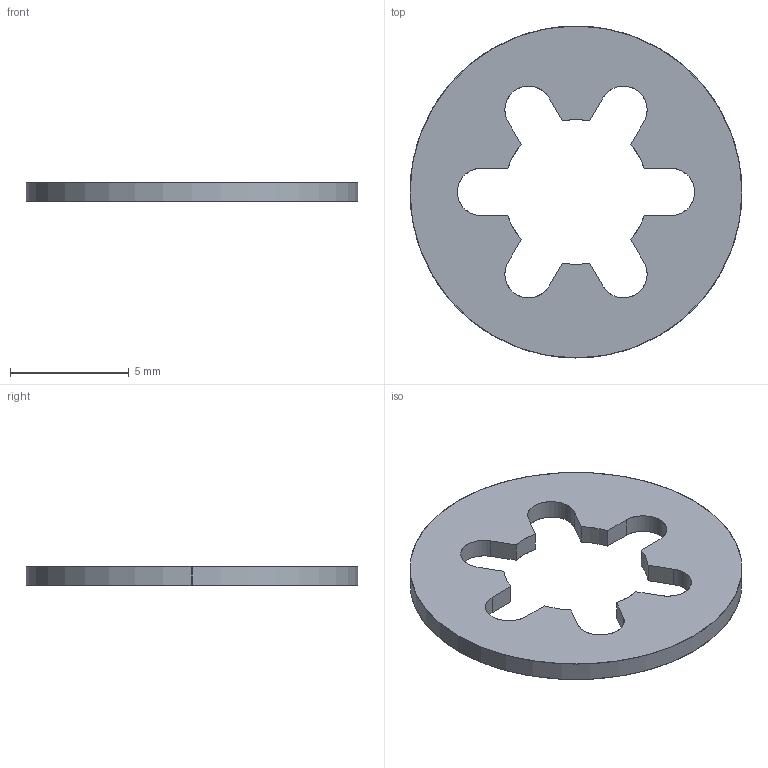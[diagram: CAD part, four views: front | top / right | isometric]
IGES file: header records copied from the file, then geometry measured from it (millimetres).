
Start section: SolidWorks IGES file using analytic representation for surfaces
Global section: file name: CP-29-PA-1.IGS,15; native system: HSolidWorks 2018; preprocessor: SolidWorks 2018; author: 0849sm; date: 200330.105558; units: millimetre
Bounding box: 14 x 14 x 0.8 mm (x, y, z)
Surface area: 273 mm2 (no closed solid volume)
Topology: 0 solids, 0 shells, 31 faces, 396 edges, 396 vertices
Faces by surface type: revolution 17, bspline 14
